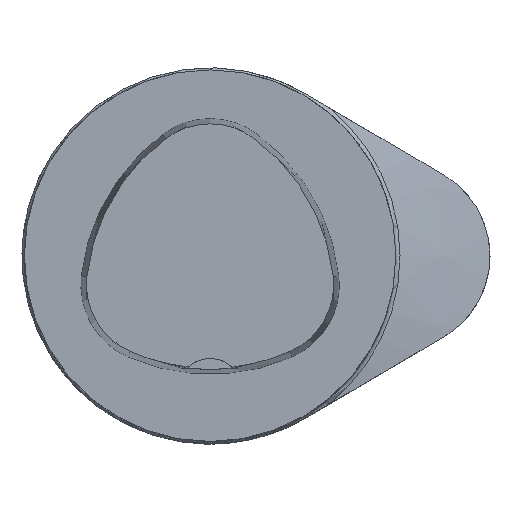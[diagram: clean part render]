
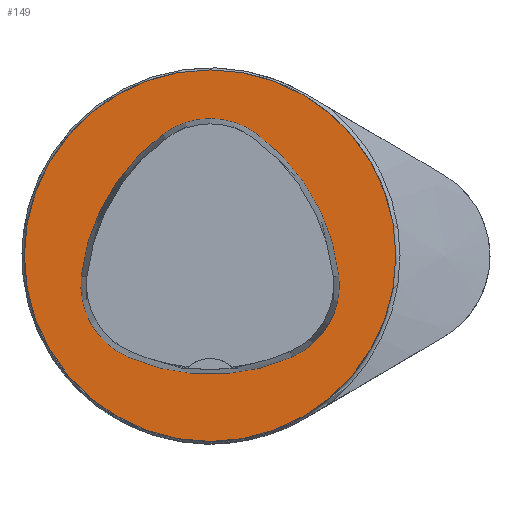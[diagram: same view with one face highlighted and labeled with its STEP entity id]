
A CAD part, top view. The second image highlights one B-rep face of the part: STEP entity #149.
In plain terms, the highlighted planar face has unit normal (0, 0, 1).
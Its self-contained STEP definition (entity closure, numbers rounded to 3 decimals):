
#59=PLANE('',#843);
#92=FACE_BOUND('',#253,.T.);
#93=FACE_BOUND('',#254,.T.);
#149=ADVANCED_FACE('',(#92,#93),#59,.T.);
#253=EDGE_LOOP('',(#471,#472,#473,#474,#475,#476));
#254=EDGE_LOOP('',(#477));
#471=ORIENTED_EDGE('',*,*,#684,.T.);
#472=ORIENTED_EDGE('',*,*,#664,.T.);
#473=ORIENTED_EDGE('',*,*,#668,.T.);
#474=ORIENTED_EDGE('',*,*,#671,.T.);
#475=ORIENTED_EDGE('',*,*,#674,.T.);
#476=ORIENTED_EDGE('',*,*,#682,.T.);
#477=ORIENTED_EDGE('',*,*,#655,.F.);
#581=VERTEX_POINT('',#1246);
#590=VERTEX_POINT('',#1265);
#591=VERTEX_POINT('',#1266);
#594=VERTEX_POINT('',#1274);
#596=VERTEX_POINT('',#1280);
#598=VERTEX_POINT('',#1286);
#605=VERTEX_POINT('',#1307);
#655=EDGE_CURVE('',#581,#581,#724,.T.);
#664=EDGE_CURVE('',#590,#591,#725,.T.);
#668=EDGE_CURVE('',#591,#594,#727,.T.);
#671=EDGE_CURVE('',#594,#596,#729,.T.);
#674=EDGE_CURVE('',#596,#598,#731,.T.);
#682=EDGE_CURVE('',#598,#605,#735,.T.);
#684=EDGE_CURVE('',#605,#590,#737,.T.);
#724=CIRCLE('',#815,40.);
#725=CIRCLE('',#821,44.);
#727=CIRCLE('',#824,17.);
#729=CIRCLE('',#827,44.);
#731=CIRCLE('',#830,17.);
#735=CIRCLE('',#835,44.);
#737=CIRCLE('',#838,17.);
#815=AXIS2_PLACEMENT_3D('',#1245,#961,#962);
#821=AXIS2_PLACEMENT_3D('',#1264,#977,#978);
#824=AXIS2_PLACEMENT_3D('',#1273,#985,#986);
#827=AXIS2_PLACEMENT_3D('',#1279,#992,#993);
#830=AXIS2_PLACEMENT_3D('',#1285,#999,#1000);
#835=AXIS2_PLACEMENT_3D('',#1308,#1011,#1012);
#838=AXIS2_PLACEMENT_3D('',#1311,#1017,#1018);
#843=AXIS2_PLACEMENT_3D('',#1316,#1027,#1028);
#961=DIRECTION('',(0.,0.,-1.));
#962=DIRECTION('',(-1.,0.,0.));
#977=DIRECTION('',(0.,0.,-1.));
#978=DIRECTION('',(-1.,0.,0.));
#985=DIRECTION('',(0.,0.,-1.));
#986=DIRECTION('',(-1.,0.,0.));
#992=DIRECTION('',(0.,0.,-1.));
#993=DIRECTION('',(-1.,0.,0.));
#999=DIRECTION('',(0.,0.,-1.));
#1000=DIRECTION('',(-1.,0.,0.));
#1011=DIRECTION('',(0.,0.,-1.));
#1012=DIRECTION('',(-1.,0.,0.));
#1017=DIRECTION('',(0.,0.,-1.));
#1018=DIRECTION('',(-1.,0.,0.));
#1027=DIRECTION('',(0.,0.,1.));
#1028=DIRECTION('',(1.,0.,0.));
#1245=CARTESIAN_POINT('',(0.,0.,0.));
#1246=CARTESIAN_POINT('',(-40.,0.,0.));
#1264=CARTESIAN_POINT('',(16.01,-9.224,0.));
#1265=CARTESIAN_POINT('',(-27.722,-4.378,0.));
#1266=CARTESIAN_POINT('',(-10.119,26.178,0.));
#1273=CARTESIAN_POINT('',(-0.023,12.5,0.));
#1274=CARTESIAN_POINT('',(10.049,26.194,0.));
#1279=CARTESIAN_POINT('',(-16.021,-9.25,0.));
#1280=CARTESIAN_POINT('',(27.71,-4.394,0.));
#1285=CARTESIAN_POINT('',(10.814,-6.27,0.));
#1286=CARTESIAN_POINT('',(17.611,-21.852,0.));
#1307=CARTESIAN_POINT('',(-17.652,-21.819,0.));
#1308=CARTESIAN_POINT('',(0.017,18.477,0.));
#1311=CARTESIAN_POINT('',(-10.825,-6.25,0.));
#1316=CARTESIAN_POINT('',(0.,0.,0.));
